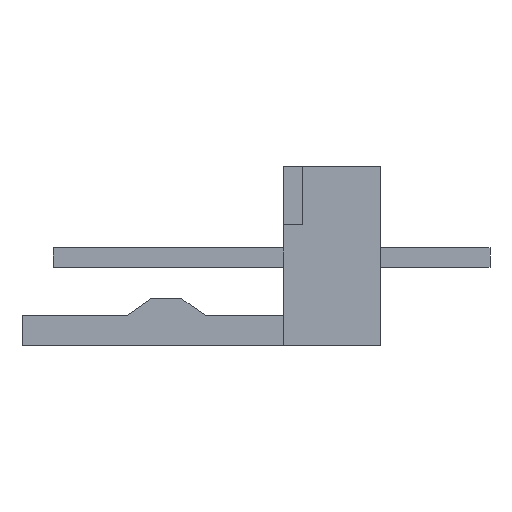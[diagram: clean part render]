
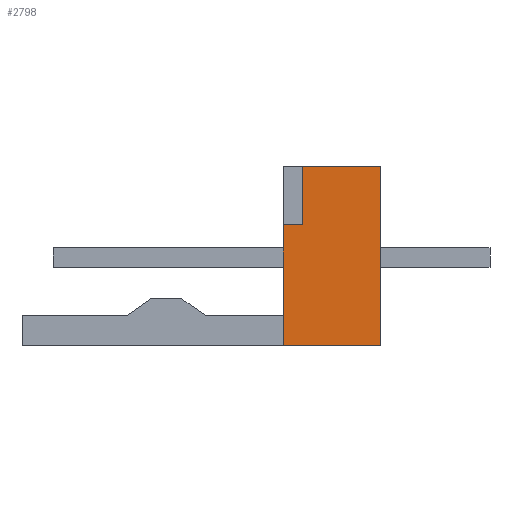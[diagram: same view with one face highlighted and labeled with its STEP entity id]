
A CAD part, left-side view. The second image highlights one B-rep face of the part: STEP entity #2798.
In plain terms, the highlighted planar face has unit normal (-1, 0, 0).
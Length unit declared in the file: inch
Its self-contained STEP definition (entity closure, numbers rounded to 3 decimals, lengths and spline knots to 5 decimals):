
#74 = CARTESIAN_POINT ( 'NONE',  ( -0.4, -0.0625, 0.002 ) ) ;
#159 = DIRECTION ( 'NONE',  ( 0., 1., 0. ) ) ;
#364 = LINE ( 'NONE', #455, #4592 ) ;
#444 = VERTEX_POINT ( 'NONE', #1129 ) ;
#446 = AXIS2_PLACEMENT_3D ( 'NONE', #3526, #2494, #4516 ) ;
#455 = CARTESIAN_POINT ( 'NONE',  ( -0.4, 0., 0.117 ) ) ;
#669 = VERTEX_POINT ( 'NONE', #4129 ) ;
#963 = LINE ( 'NONE', #3044, #2260 ) ;
#1073 = DIRECTION ( 'NONE',  ( 0., 0., 1. ) ) ;
#1126 = ORIENTED_EDGE ( 'NONE', *, *, #6095, .F. ) ;
#1129 = CARTESIAN_POINT ( 'NONE',  ( -0.4, 0.0375, 0.117 ) ) ;
#1185 = VECTOR ( 'NONE', #6207, 39.37008 ) ;
#1216 = CARTESIAN_POINT ( 'NONE',  ( -0.4, 0.0375, 0.002 ) ) ;
#1421 = ORIENTED_EDGE ( 'NONE', *, *, #6029, .F. ) ;
#1495 = VECTOR ( 'NONE', #159, 39.37008 ) ;
#1501 = VERTEX_POINT ( 'NONE', #4866 ) ;
#1662 = VERTEX_POINT ( 'NONE', #5805 ) ;
#1674 = ORIENTED_EDGE ( 'NONE', *, *, #3731, .F. ) ;
#1925 = DIRECTION ( 'NONE',  ( 0., -1., 0. ) ) ;
#2260 = VECTOR ( 'NONE', #5949, 39.37008 ) ;
#2494 = DIRECTION ( 'NONE',  ( 1., 0., 0. ) ) ;
#2706 = DIRECTION ( 'NONE',  ( 0., -1., 0. ) ) ;
#2738 = CARTESIAN_POINT ( 'NONE',  ( -0.4, 0., 0.042 ) ) ;
#2798 = ADVANCED_FACE ( 'NONE', ( #5507 ), #5003, .F. ) ;
#2924 = VECTOR ( 'NONE', #1073, 39.37008 ) ;
#3015 = ORIENTED_EDGE ( 'NONE', *, *, #3112, .F. ) ;
#3044 = CARTESIAN_POINT ( 'NONE',  ( -0.4, 0.0625, 0.002 ) ) ;
#3112 = EDGE_CURVE ( 'NONE', #669, #444, #5749, .T. ) ;
#3526 = CARTESIAN_POINT ( 'NONE',  ( -0.4, -0.065, 0.1216 ) ) ;
#3696 = LINE ( 'NONE', #3728, #1495 ) ;
#3728 = CARTESIAN_POINT ( 'NONE',  ( -0.4, 0., -0.113 ) ) ;
#3731 = EDGE_CURVE ( 'NONE', #4460, #1501, #6629, .T. ) ;
#4047 = ORIENTED_EDGE ( 'NONE', *, *, #5813, .F. ) ;
#4129 = CARTESIAN_POINT ( 'NONE',  ( -0.4, 0.0375, 0.042 ) ) ;
#4460 = VERTEX_POINT ( 'NONE', #5063 ) ;
#4516 = DIRECTION ( 'NONE',  ( 0., 0., -1. ) ) ;
#4592 = VECTOR ( 'NONE', #1925, 39.37008 ) ;
#4657 = CARTESIAN_POINT ( 'NONE',  ( -0.4, 0.0625, 0.042 ) ) ;
#4675 = EDGE_LOOP ( 'NONE', ( #6248, #1674, #4047, #3015, #1126, #1421 ) ) ;
#4820 = VERTEX_POINT ( 'NONE', #4657 ) ;
#4866 = CARTESIAN_POINT ( 'NONE',  ( -0.4, -0.0625, -0.113 ) ) ;
#5003 = PLANE ( 'NONE',  #446 ) ;
#5063 = CARTESIAN_POINT ( 'NONE',  ( -0.4, -0.0625, 0.117 ) ) ;
#5507 = FACE_OUTER_BOUND ( 'NONE', #4675, .T. ) ;
#5648 = EDGE_CURVE ( 'NONE', #1501, #1662, #3696, .T. ) ;
#5749 = LINE ( 'NONE', #1216, #2924 ) ;
#5761 = LINE ( 'NONE', #2738, #6526 ) ;
#5805 = CARTESIAN_POINT ( 'NONE',  ( -0.4, 0.0625, -0.113 ) ) ;
#5813 = EDGE_CURVE ( 'NONE', #444, #4460, #364, .T. ) ;
#5949 = DIRECTION ( 'NONE',  ( 0., 0., 1. ) ) ;
#6029 = EDGE_CURVE ( 'NONE', #1662, #4820, #963, .T. ) ;
#6095 = EDGE_CURVE ( 'NONE', #4820, #669, #5761, .T. ) ;
#6207 = DIRECTION ( 'NONE',  ( 0., 0., -1. ) ) ;
#6248 = ORIENTED_EDGE ( 'NONE', *, *, #5648, .F. ) ;
#6526 = VECTOR ( 'NONE', #2706, 39.37008 ) ;
#6629 = LINE ( 'NONE', #74, #1185 ) ;
